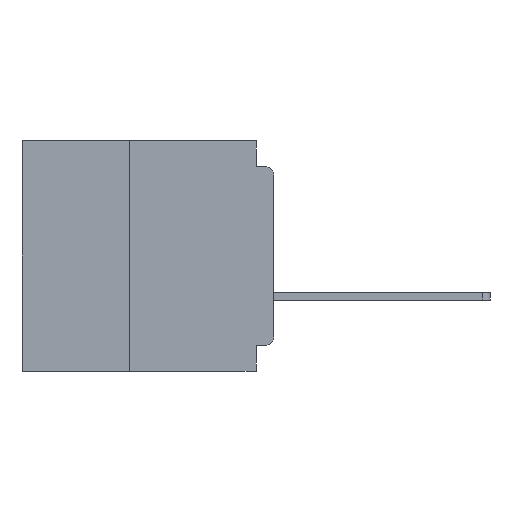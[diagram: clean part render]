
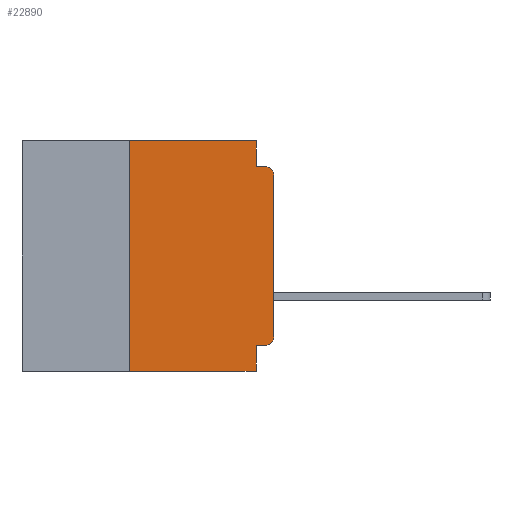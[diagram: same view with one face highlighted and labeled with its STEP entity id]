
A CAD part, left-side view. The second image highlights one B-rep face of the part: STEP entity #22890.
In plain terms, the highlighted planar face has unit normal (-1, 0, 0).
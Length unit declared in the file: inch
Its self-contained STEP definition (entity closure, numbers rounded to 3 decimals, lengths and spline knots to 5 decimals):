
#64 = PLANE ( 'NONE',  #50013 ) ;
#78 = VECTOR ( 'NONE', #32971, 39.37008 ) ;
#229 = DIRECTION ( 'NONE',  ( 0., 1., 0. ) ) ;
#1959 = DIRECTION ( 'NONE',  ( 0., 0., 1. ) ) ;
#3361 = LINE ( 'NONE', #31753, #41869 ) ;
#3862 = VECTOR ( 'NONE', #53433, 39.37008 ) ;
#4095 = CARTESIAN_POINT ( 'NONE',  ( 0., 0.031, -0.355 ) ) ;
#4381 = EDGE_CURVE ( 'NONE', #7123, #12632, #13526, .T. ) ;
#4539 = VERTEX_POINT ( 'NONE', #52940 ) ;
#6410 = DIRECTION ( 'NONE',  ( -1., 0., 0. ) ) ;
#6628 = DIRECTION ( 'NONE',  ( -1., 0., 0. ) ) ;
#6639 = ORIENTED_EDGE ( 'NONE', *, *, #48921, .T. ) ;
#7123 = VERTEX_POINT ( 'NONE', #42956 ) ;
#9561 = LINE ( 'NONE', #38536, #43273 ) ;
#10523 = ORIENTED_EDGE ( 'NONE', *, *, #25517, .T. ) ;
#12632 = VERTEX_POINT ( 'NONE', #4095 ) ;
#13191 = EDGE_CURVE ( 'NONE', #4539, #55978, #45513, .T. ) ;
#13526 = LINE ( 'NONE', #65098, #63658 ) ;
#17663 = ORIENTED_EDGE ( 'NONE', *, *, #13191, .F. ) ;
#18086 = CARTESIAN_POINT ( 'NONE',  ( 0., 0., -0.34 ) ) ;
#18466 = VECTOR ( 'NONE', #58659, 39.37008 ) ;
#18547 = EDGE_CURVE ( 'NONE', #58214, #26424, #9561, .T. ) ;
#18610 = AXIS2_PLACEMENT_3D ( 'NONE', #36706, #6628, #41720 ) ;
#20093 = VERTEX_POINT ( 'NONE', #18086 ) ;
#20238 = CARTESIAN_POINT ( 'NONE',  ( 0., 0.437, 0. ) ) ;
#21835 = LINE ( 'NONE', #62126, #30467 ) ;
#21926 = CARTESIAN_POINT ( 'NONE',  ( 0., 0.25, -0.4 ) ) ;
#22862 = CARTESIAN_POINT ( 'NONE',  ( 0., 0.031, 0. ) ) ;
#22890 = ADVANCED_FACE ( 'NONE', ( #62670 ), #64, .F. ) ;
#23472 = CARTESIAN_POINT ( 'NONE',  ( 0., 0.437, 0. ) ) ;
#25458 = DIRECTION ( 'NONE',  ( 0., 0., -1. ) ) ;
#25517 = EDGE_CURVE ( 'NONE', #20093, #63361, #41782, .T. ) ;
#25537 = ORIENTED_EDGE ( 'NONE', *, *, #4381, .F. ) ;
#26424 = VERTEX_POINT ( 'NONE', #40261 ) ;
#27514 = CARTESIAN_POINT ( 'NONE',  ( 0., 0., -0.045 ) ) ;
#27965 = CARTESIAN_POINT ( 'NONE',  ( 0., 0., 0. ) ) ;
#30085 = LINE ( 'NONE', #27514, #41741 ) ;
#30467 = VECTOR ( 'NONE', #1959, 39.37008 ) ;
#31753 = CARTESIAN_POINT ( 'NONE',  ( 0., 0.031, -0.4 ) ) ;
#32971 = DIRECTION ( 'NONE',  ( 0., 0., 1. ) ) ;
#33289 = CARTESIAN_POINT ( 'NONE',  ( 0., 0., -0.06 ) ) ;
#33486 = AXIS2_PLACEMENT_3D ( 'NONE', #36470, #6410, #41481 ) ;
#33557 = EDGE_CURVE ( 'NONE', #12632, #26424, #3361, .T. ) ;
#36020 = VERTEX_POINT ( 'NONE', #41032 ) ;
#36197 = EDGE_CURVE ( 'NONE', #36020, #44328, #30085, .T. ) ;
#36436 = ORIENTED_EDGE ( 'NONE', *, *, #36197, .F. ) ;
#36470 = CARTESIAN_POINT ( 'NONE',  ( 0., 0.015, -0.34 ) ) ;
#36706 = CARTESIAN_POINT ( 'NONE',  ( 0., 0.015, -0.06 ) ) ;
#37227 = ORIENTED_EDGE ( 'NONE', *, *, #18547, .T. ) ;
#37985 = ORIENTED_EDGE ( 'NONE', *, *, #58442, .F. ) ;
#38536 = CARTESIAN_POINT ( 'NONE',  ( 0., 0.437, -0.4 ) ) ;
#40261 = CARTESIAN_POINT ( 'NONE',  ( 0., 0.031, -0.4 ) ) ;
#41032 = CARTESIAN_POINT ( 'NONE',  ( 0., 0.031, -0.045 ) ) ;
#41481 = DIRECTION ( 'NONE',  ( 0., 0., -1. ) ) ;
#41720 = DIRECTION ( 'NONE',  ( 0., 0., -1. ) ) ;
#41741 = VECTOR ( 'NONE', #62505, 39.37008 ) ;
#41782 = LINE ( 'NONE', #27965, #78 ) ;
#41869 = VECTOR ( 'NONE', #61733, 39.37008 ) ;
#42956 = CARTESIAN_POINT ( 'NONE',  ( 0., 0.015, -0.355 ) ) ;
#43273 = VECTOR ( 'NONE', #53676, 39.37008 ) ;
#43946 = EDGE_CURVE ( 'NONE', #58214, #4539, #21835, .T. ) ;
#44328 = VERTEX_POINT ( 'NONE', #45001 ) ;
#45001 = CARTESIAN_POINT ( 'NONE',  ( 0., 0.015, -0.045 ) ) ;
#45191 = EDGE_CURVE ( 'NONE', #63361, #44328, #61578, .T. ) ;
#45513 = LINE ( 'NONE', #23472, #3862 ) ;
#45840 = ORIENTED_EDGE ( 'NONE', *, *, #43946, .F. ) ;
#48921 = EDGE_CURVE ( 'NONE', #7123, #20093, #49906, .T. ) ;
#49906 = CIRCLE ( 'NONE', #33486, 0.015 ) ;
#50013 = AXIS2_PLACEMENT_3D ( 'NONE', #20238, #55476, #25458 ) ;
#52633 = EDGE_LOOP ( 'NONE', ( #10523, #55259, #36436, #37985, #17663, #45840, #37227, #63893, #25537, #6639 ) ) ;
#52940 = CARTESIAN_POINT ( 'NONE',  ( 0., 0.25, 0. ) ) ;
#53433 = DIRECTION ( 'NONE',  ( 0., -1., 0. ) ) ;
#53591 = CARTESIAN_POINT ( 'NONE',  ( 0., 0.031, 0. ) ) ;
#53676 = DIRECTION ( 'NONE',  ( 0., -1., 0. ) ) ;
#55259 = ORIENTED_EDGE ( 'NONE', *, *, #45191, .T. ) ;
#55476 = DIRECTION ( 'NONE',  ( 1., 0., 0. ) ) ;
#55978 = VERTEX_POINT ( 'NONE', #22862 ) ;
#58214 = VERTEX_POINT ( 'NONE', #21926 ) ;
#58429 = LINE ( 'NONE', #53591, #18466 ) ;
#58442 = EDGE_CURVE ( 'NONE', #55978, #36020, #58429, .T. ) ;
#58659 = DIRECTION ( 'NONE',  ( 0., 0., -1. ) ) ;
#61578 = CIRCLE ( 'NONE', #18610, 0.015 ) ;
#61733 = DIRECTION ( 'NONE',  ( 0., 0., -1. ) ) ;
#62126 = CARTESIAN_POINT ( 'NONE',  ( 0., 0.25, -0.4 ) ) ;
#62505 = DIRECTION ( 'NONE',  ( 0., -1., 0. ) ) ;
#62670 = FACE_OUTER_BOUND ( 'NONE', #52633, .T. ) ;
#63361 = VERTEX_POINT ( 'NONE', #33289 ) ;
#63658 = VECTOR ( 'NONE', #229, 39.37008 ) ;
#63893 = ORIENTED_EDGE ( 'NONE', *, *, #33557, .F. ) ;
#65098 = CARTESIAN_POINT ( 'NONE',  ( 0., 0., -0.355 ) ) ;
